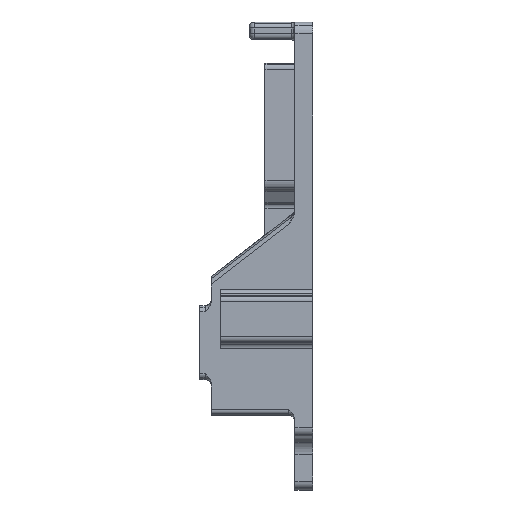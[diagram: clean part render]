
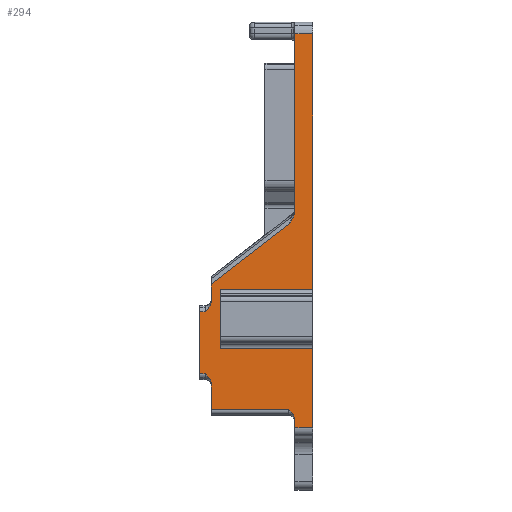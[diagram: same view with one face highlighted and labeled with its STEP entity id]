
A CAD part, left-side view. The second image highlights one B-rep face of the part: STEP entity #294.
In plain terms, the highlighted planar face has unit normal (-1, 0, 0).
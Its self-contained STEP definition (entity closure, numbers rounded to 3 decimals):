
#294=ADVANCED_FACE('0:4849',(#799),#800,.T.);
#799=FACE_OUTER_BOUND('',#3491,.T.);
#800=PLANE('',#3492);
#3491=EDGE_LOOP('',(#6397,#6398,#6399,#6400,#6401,#6402,#6403,#6404,#6405,#6406,#6407,#6408,#6409,#6410,#6411,#6412,#6413,#6414,#6415,#6416));
#3492=AXIS2_PLACEMENT_3D('',#6417,#6418,#6419);
#6397=ORIENTED_EDGE('',*,*,#6608,.F.);
#6398=ORIENTED_EDGE('',*,*,#6920,.F.);
#6399=ORIENTED_EDGE('',*,*,#7101,.F.);
#6400=ORIENTED_EDGE('',*,*,#7080,.F.);
#6401=ORIENTED_EDGE('',*,*,#7078,.F.);
#6402=ORIENTED_EDGE('',*,*,#7076,.F.);
#6403=ORIENTED_EDGE('',*,*,#7074,.F.);
#6404=ORIENTED_EDGE('',*,*,#7072,.F.);
#6405=ORIENTED_EDGE('',*,*,#7070,.F.);
#6406=ORIENTED_EDGE('',*,*,#7068,.T.);
#6407=ORIENTED_EDGE('',*,*,#7067,.F.);
#6408=ORIENTED_EDGE('',*,*,#7064,.F.);
#6409=ORIENTED_EDGE('',*,*,#7088,.F.);
#6410=ORIENTED_EDGE('',*,*,#6912,.F.);
#6411=ORIENTED_EDGE('',*,*,#7089,.F.);
#6412=ORIENTED_EDGE('',*,*,#6972,.T.);
#6413=ORIENTED_EDGE('',*,*,#7062,.F.);
#6414=ORIENTED_EDGE('',*,*,#7060,.T.);
#6415=ORIENTED_EDGE('',*,*,#7058,.F.);
#6416=ORIENTED_EDGE('',*,*,#6964,.T.);
#6417=CARTESIAN_POINT('',(0.5,-32.99,39.25));
#6418=DIRECTION('',(-1.0,-0.0,0.0));
#6419=DIRECTION('',(0.0,-0.0,-1.0));
#6608=EDGE_CURVE('0:5707',#7458,#7460,#7461,.T.);
#6912=EDGE_CURVE('0:5413',#7955,#7957,#7958,.T.);
#6920=EDGE_CURVE('0:5437',#7971,#7458,#7973,.T.);
#6964=EDGE_CURVE('0:5593',#8029,#7460,#8030,.F.);
#6972=EDGE_CURVE('0:5617',#8041,#8039,#8042,.F.);
#7058=EDGE_CURVE('0:5968',#8029,#8154,#8155,.T.);
#7060=EDGE_CURVE('0:5971',#8157,#8154,#8158,.F.);
#7062=EDGE_CURVE('0:5977',#8157,#8039,#8160,.T.);
#7064=EDGE_CURVE('0:5983',#8161,#8163,#8164,.T.);
#7067=EDGE_CURVE('0:5992',#8163,#8166,#8168,.F.);
#7068=EDGE_CURVE('0:5995',#8169,#8166,#8170,.F.);
#7070=EDGE_CURVE('0:6001',#8169,#8172,#8173,.T.);
#7072=EDGE_CURVE('0:6007',#8172,#8175,#8176,.F.);
#7074=EDGE_CURVE('0:6016',#8175,#8178,#8179,.T.);
#7076=EDGE_CURVE('0:6019',#8178,#8181,#8182,.T.);
#7078=EDGE_CURVE('0:6028',#8181,#8184,#8185,.F.);
#7080=EDGE_CURVE('0:6034',#8184,#8187,#8188,.T.);
#7088=EDGE_CURVE('0:6055',#7957,#8161,#8196,.T.);
#7089=EDGE_CURVE('0:6061',#8041,#7955,#8197,.T.);
#7101=EDGE_CURVE('0:6124',#8187,#7971,#8209,.T.);
#7458=VERTEX_POINT('',#8687);
#7460=VERTEX_POINT('',#8689);
#7461=LINE('',#8690,#8691);
#7955=VERTEX_POINT('',#9578);
#7957=VERTEX_POINT('',#9580);
#7958=LINE('',#9581,#9582);
#7971=VERTEX_POINT('',#9625);
#7973=LINE('',#9636,#9637);
#8029=VERTEX_POINT('',#9713);
#8030=LINE('',#9714,#9715);
#8039=VERTEX_POINT('',#9727);
#8041=VERTEX_POINT('',#9729);
#8042=LINE('',#9730,#9731);
#8154=VERTEX_POINT('',#9964);
#8155=LINE('',#9965,#9966);
#8157=VERTEX_POINT('',#9968);
#8158=LINE('',#9969,#9970);
#8160=LINE('',#9972,#9973);
#8161=VERTEX_POINT('',#9974);
#8163=VERTEX_POINT('',#9976);
#8164=LINE('',#9977,#9978);
#8166=VERTEX_POINT('',#9980);
#8168=LINE('',#9982,#9983);
#8169=VERTEX_POINT('',#9984);
#8170=B_SPLINE_CURVE_WITH_KNOTS('',3,(#9985,#9986,#9987,#9988,#9989,#9990,#9991,#9992,#9993,#9994,#9995,#9996,#9997,#9998,#9999,#10000),.UNSPECIFIED.,.F.,.F.,(4,3,3,3,3,4),(0.005,0.006,0.006,0.007,0.007,0.007),.UNSPECIFIED.);
#8172=VERTEX_POINT('',#10002);
#8173=LINE('',#10003,#10004);
#8175=VERTEX_POINT('',#10006);
#8176=LINE('',#10007,#10008);
#8178=VERTEX_POINT('',#10010);
#8179=LINE('',#10011,#10012);
#8181=VERTEX_POINT('',#10014);
#8182=B_SPLINE_CURVE_WITH_KNOTS('',3,(#10015,#10016,#10017,#10018,#10019,#10020,#10021,#10022,#10023,#10024,#10025,#10026,#10027,#10028,#10029,#10030),.UNSPECIFIED.,.F.,.F.,(4,3,3,3,3,4),(0.0,0.,0.001,0.001,0.002,0.002),.UNSPECIFIED.);
#8184=VERTEX_POINT('',#10032);
#8185=LINE('',#10033,#10034);
#8187=VERTEX_POINT('',#10036);
#8188=LINE('',#10037,#10038);
#8196=B_SPLINE_CURVE_WITH_KNOTS('',3,(#10074,#10075,#10076,#10077,#10078,#10079,#10080,#10081,#10082,#10083,#10084,#10085,#10086,#10087,#10088,#10089),.UNSPECIFIED.,.F.,.F.,(4,3,3,3,3,4),(0.005,0.006,0.006,0.007,0.007,0.007),.UNSPECIFIED.);
#8197=LINE('',#10090,#10091);
#8209=B_SPLINE_CURVE_WITH_KNOTS('',3,(#10114,#10115,#10116,#10117,#10118,#10119,#10120,#10121),.UNSPECIFIED.,.F.,.F.,(4,2,2,4),(0.,0.0,0.002,0.003),.UNSPECIFIED.);
#8687=CARTESIAN_POINT('',(0.5,-32.99,76.5));
#8689=CARTESIAN_POINT('',(0.5,-35.99,76.5));
#8690=CARTESIAN_POINT('',(0.5,-32.99,76.5));
#8691=VECTOR('',#10484,1.0);
#9578=CARTESIAN_POINT('',(0.5,-32.99,10.5));
#9580=CARTESIAN_POINT('',(0.5,-32.99,11.818));
#9581=CARTESIAN_POINT('',(0.5,-32.99,48.25));
#9582=VECTOR('',#11086,1.0);
#9625=CARTESIAN_POINT('',(0.5,-32.99,46.784));
#9636=CARTESIAN_POINT('',(0.5,-32.99,48.25));
#9637=VECTOR('',#11096,1.0);
#9713=CARTESIAN_POINT('',(0.5,-35.99,33.75));
#9714=CARTESIAN_POINT('',(0.5,-35.99,48.25));
#9715=VECTOR('',#11186,1.0);
#9727=CARTESIAN_POINT('',(0.5,-35.99,23.75));
#9729=CARTESIAN_POINT('',(0.5,-35.99,10.5));
#9730=CARTESIAN_POINT('',(0.5,-35.99,48.25));
#9731=VECTOR('',#11202,1.0);
#9964=CARTESIAN_POINT('',(0.5,-20.56,33.75));
#9965=CARTESIAN_POINT('',(0.5,-34.74,33.75));
#9966=VECTOR('',#11363,1.0);
#9968=CARTESIAN_POINT('',(0.5,-20.56,23.75));
#9969=CARTESIAN_POINT('',(0.5,-20.56,39.25));
#9970=VECTOR('',#11367,1.0);
#9972=CARTESIAN_POINT('',(0.5,-34.74,23.75));
#9973=VECTOR('',#11371,1.0);
#9974=CARTESIAN_POINT('',(0.5,-31.99,13.55));
#9976=CARTESIAN_POINT('',(0.5,-18.99,13.55));
#9977=CARTESIAN_POINT('',(0.5,-32.99,13.55));
#9978=VECTOR('',#11375,1.0);
#9980=CARTESIAN_POINT('',(0.5,-18.99,17.868));
#9982=CARTESIAN_POINT('',(0.5,-18.99,48.25));
#9983=VECTOR('',#11382,1.0);
#9984=CARTESIAN_POINT('',(0.5,-17.99,19.6));
#9985=CARTESIAN_POINT('',(0.5,-18.99,17.868));
#9986=CARTESIAN_POINT('',(0.5,-18.99,18.047));
#9987=CARTESIAN_POINT('',(0.5,-18.949,18.246));
#9988=CARTESIAN_POINT('',(0.5,-18.879,18.426));
#9989=CARTESIAN_POINT('',(0.5,-18.843,18.518));
#9990=CARTESIAN_POINT('',(0.5,-18.801,18.604));
#9991=CARTESIAN_POINT('',(0.5,-18.754,18.686));
#9992=CARTESIAN_POINT('',(0.5,-18.62,18.922));
#9993=CARTESIAN_POINT('',(0.5,-18.424,19.154));
#9994=CARTESIAN_POINT('',(0.5,-18.224,19.363));
#9995=CARTESIAN_POINT('',(0.5,-18.147,19.443));
#9996=CARTESIAN_POINT('',(0.5,-18.07,19.52));
#9997=CARTESIAN_POINT('',(0.5,-17.996,19.594));
#9998=CARTESIAN_POINT('',(0.5,-17.994,19.596));
#9999=CARTESIAN_POINT('',(0.5,-17.992,19.598));
#10000=CARTESIAN_POINT('',(0.5,-17.99,19.6));
#10002=CARTESIAN_POINT('',(0.5,-16.99,19.6));
#10003=CARTESIAN_POINT('',(0.5,-25.99,19.6));
#10004=VECTOR('',#11386,1.0);
#10006=CARTESIAN_POINT('',(0.5,-16.99,30.0));
#10007=CARTESIAN_POINT('',(0.5,-16.99,48.25));
#10008=VECTOR('',#11390,1.0);
#10010=CARTESIAN_POINT('',(0.5,-17.99,30.0));
#10011=CARTESIAN_POINT('',(0.5,-25.99,30.0));
#10012=VECTOR('',#11394,1.0);
#10014=CARTESIAN_POINT('',(0.5,-18.99,31.732));
#10015=CARTESIAN_POINT('',(0.5,-17.99,30.0));
#10016=CARTESIAN_POINT('',(0.5,-17.992,30.002));
#10017=CARTESIAN_POINT('',(0.5,-17.994,30.004));
#10018=CARTESIAN_POINT('',(0.5,-17.996,30.006));
#10019=CARTESIAN_POINT('',(0.5,-18.224,30.234));
#10020=CARTESIAN_POINT('',(0.5,-18.488,30.501));
#10021=CARTESIAN_POINT('',(0.5,-18.674,30.783));
#10022=CARTESIAN_POINT('',(0.5,-18.746,30.893));
#10023=CARTESIAN_POINT('',(0.5,-18.806,31.001));
#10024=CARTESIAN_POINT('',(0.5,-18.859,31.124));
#10025=CARTESIAN_POINT('',(0.5,-18.934,31.301));
#10026=CARTESIAN_POINT('',(0.5,-18.983,31.502));
#10027=CARTESIAN_POINT('',(0.5,-18.989,31.686));
#10028=CARTESIAN_POINT('',(0.5,-18.99,31.701));
#10029=CARTESIAN_POINT('',(0.5,-18.99,31.717));
#10030=CARTESIAN_POINT('',(0.5,-18.99,31.732));
#10032=CARTESIAN_POINT('',(0.5,-18.99,34.614));
#10033=CARTESIAN_POINT('',(0.5,-18.99,48.25));
#10034=VECTOR('',#11401,1.0);
#10036=CARTESIAN_POINT('',(0.5,-31.99,44.6));
#10037=CARTESIAN_POINT('',(0.5,-24.785,39.065));
#10038=VECTOR('',#11405,1.0);
#10074=CARTESIAN_POINT('',(0.5,-32.99,11.818));
#10075=CARTESIAN_POINT('',(0.5,-32.99,11.997));
#10076=CARTESIAN_POINT('',(0.5,-32.949,12.196));
#10077=CARTESIAN_POINT('',(0.5,-32.879,12.376));
#10078=CARTESIAN_POINT('',(0.5,-32.843,12.468));
#10079=CARTESIAN_POINT('',(0.5,-32.801,12.554));
#10080=CARTESIAN_POINT('',(0.5,-32.754,12.636));
#10081=CARTESIAN_POINT('',(0.5,-32.62,12.872));
#10082=CARTESIAN_POINT('',(0.5,-32.424,13.104));
#10083=CARTESIAN_POINT('',(0.5,-32.224,13.313));
#10084=CARTESIAN_POINT('',(0.5,-32.147,13.393));
#10085=CARTESIAN_POINT('',(0.5,-32.07,13.47));
#10086=CARTESIAN_POINT('',(0.5,-31.996,13.544));
#10087=CARTESIAN_POINT('',(0.5,-31.994,13.546));
#10088=CARTESIAN_POINT('',(0.5,-31.992,13.548));
#10089=CARTESIAN_POINT('',(0.5,-31.99,13.55));
#10090=CARTESIAN_POINT('',(0.5,-32.99,10.5));
#10091=VECTOR('',#11421,1.0);
#10114=CARTESIAN_POINT('',(0.5,-31.99,44.6));
#10115=CARTESIAN_POINT('',(0.5,-31.995,44.606));
#10116=CARTESIAN_POINT('',(0.5,-31.999,44.613));
#10117=CARTESIAN_POINT('',(0.5,-32.351,45.132));
#10118=CARTESIAN_POINT('',(0.5,-32.677,45.617));
#10119=CARTESIAN_POINT('',(0.5,-32.936,46.315));
#10120=CARTESIAN_POINT('',(0.5,-32.99,46.548));
#10121=CARTESIAN_POINT('',(0.5,-32.99,46.784));
#10484=DIRECTION('',(0.0,-1.0,0.0));
#11086=DIRECTION('',(0.0,0.0,1.0));
#11096=DIRECTION('',(0.0,0.0,1.0));
#11186=DIRECTION('',(-0.0,-0.0,-1.0));
#11202=DIRECTION('',(-0.0,-0.0,-1.0));
#11363=DIRECTION('',(0.0,1.0,0.0));
#11367=DIRECTION('',(-0.0,-0.0,-1.0));
#11371=DIRECTION('',(-0.0,-1.0,-0.0));
#11375=DIRECTION('',(0.0,1.0,0.0));
#11382=DIRECTION('',(-0.0,-0.0,-1.0));
#11386=DIRECTION('',(0.0,1.0,0.0));
#11390=DIRECTION('',(-0.0,-0.0,-1.0));
#11394=DIRECTION('',(0.0,-1.0,0.0));
#11401=DIRECTION('',(-0.0,-0.0,-1.0));
#11405=DIRECTION('',(0.0,-0.793,0.609));
#11421=DIRECTION('',(0.0,1.0,0.0));
